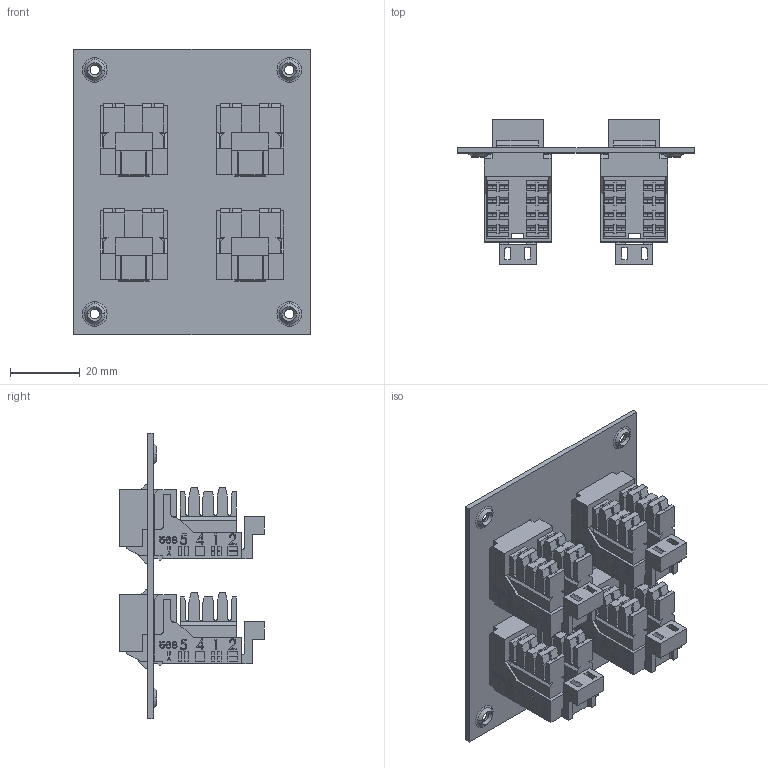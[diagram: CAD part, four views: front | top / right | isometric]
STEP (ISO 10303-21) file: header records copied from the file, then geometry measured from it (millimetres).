
FILE_DESCRIPTION (( 'STEP AP203' ), '1' );
FILE_NAME ('USP4MK-C6B.STEP', '2014-11-12T21:23:23', ( 'x' ), ( '' ), 'SwSTEP 2.0', 'SolidWorks 2014', '' );
FILE_SCHEMA (( 'CONFIG_CONTROL_DESIGN' ));
Length unit declared in the file: inch
Products named in the file (3): 1AR03-002; UJ110C6-BLK; USP4MK-C6B
Assembly tree (5 placements, depth 2):
  USP4MK-C6B
    1AR03-002
    UJ110C6-BLK  x4
Bounding box: 68.07 x 41.66 x 82.04 mm (x, y, z)
Volume: 38053 mm3; surface area: 41493.7 mm2
Topology: 5 solids, 5 shells, 4198 faces, 11828 edges, 7880 vertices
Faces by surface type: plane 3722, bspline 288, cylinder 148, cone 24, torus 16
Entity records: 39437 total; most frequent: CARTESIAN_POINT 10752, ORIENTED_EDGE 6208, DIRECTION 5210, EDGE_CURVE 3104, LINE 2786, VECTOR 2786, VERTEX_POINT 2066, AXIS2_PLACEMENT_3D 1212
